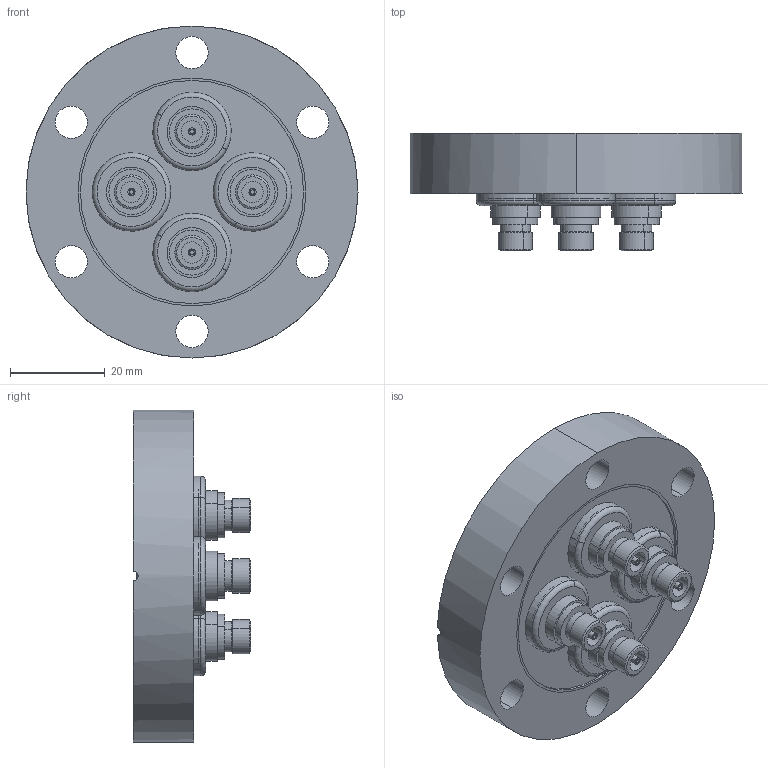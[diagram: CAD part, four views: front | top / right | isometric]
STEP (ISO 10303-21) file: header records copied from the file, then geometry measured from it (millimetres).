
FILE_DESCRIPTION (( 'STEP AP214' ), '1' );
FILE_NAME ('242-SMAD50-C40-4.STEP', '2025-04-09T14:21:56', ( '' ), ( '' ), 'SwSTEP 2.0', 'SolidWorks 2022', '' );
FILE_SCHEMA (( 'AUTOMOTIVE_DESIGN' ));
Length unit declared in the file: millimetre
Products named in the file (4): 9419-PLATE-CF40; 242-SMAD50-C40-4; 242-SMAD50; 9419-FLANGE-C40_411-CB40
Assembly tree (6 placements, depth 2):
  242-SMAD50-C40-4
    9419-FLANGE-C40_411-CB40
    9419-PLATE-CF40
    242-SMAD50  x4
Bounding box: 69.9 x 24.7 x 69.9 mm (x, y, z)
Volume: 35759.2 mm3; surface area: 21642.6 mm2
Topology: 6 solids, 6 shells, 251 faces, 518 edges, 324 vertices
Faces by surface type: cylinder 146, plane 59, cone 38, torus 8
Entity records: 3038 total; most frequent: DIRECTION 564, CARTESIAN_POINT 525, ORIENTED_EDGE 436, AXIS2_PLACEMENT_3D 243, EDGE_CURVE 218, VERTEX_POINT 138, CIRCLE 136, EDGE_LOOP 132
